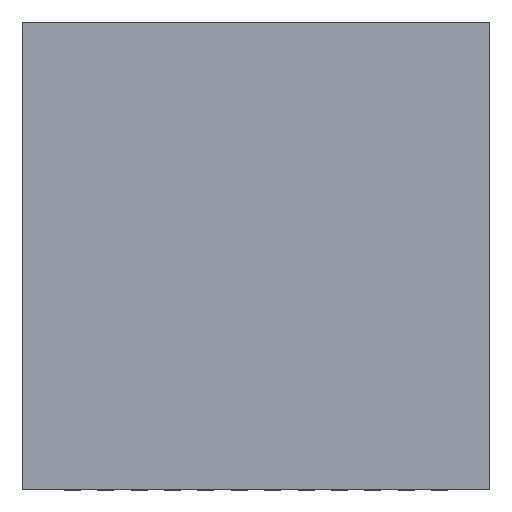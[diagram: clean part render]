
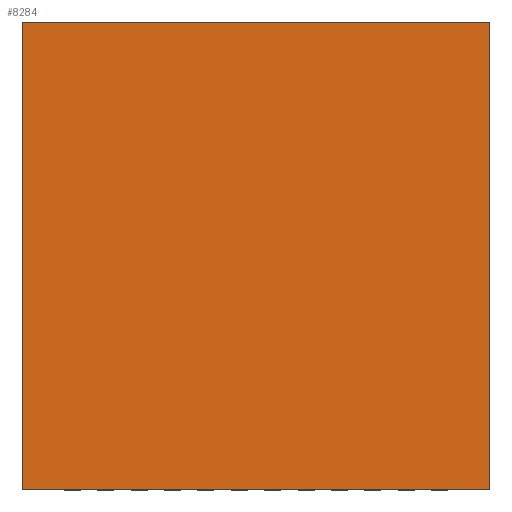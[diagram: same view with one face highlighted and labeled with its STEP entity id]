
A CAD part, top view. The second image highlights one B-rep face of the part: STEP entity #8284.
In plain terms, the highlighted face is planar.
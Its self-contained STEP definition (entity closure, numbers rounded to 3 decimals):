
#3834=DIRECTION('',(0.,0.,1.));
#3835=VECTOR('',#3834,7.);
#3836=CARTESIAN_POINT('',(-3.5,0.975,-3.5));
#3837=LINE('',#3836,#3835);
#3841=DIRECTION('',(-1.,0.,0.));
#3842=VECTOR('',#3841,7.);
#3843=CARTESIAN_POINT('',(3.5,0.975,-3.5));
#3844=LINE('',#3843,#3842);
#3848=DIRECTION('',(0.,0.,-1.));
#3849=VECTOR('',#3848,7.);
#3850=CARTESIAN_POINT('',(3.5,0.975,3.5));
#3851=LINE('',#3850,#3849);
#3855=DIRECTION('',(1.,0.,0.));
#3856=VECTOR('',#3855,7.);
#3857=CARTESIAN_POINT('',(-3.5,0.975,3.5));
#3858=LINE('',#3857,#3856);
#4934=CARTESIAN_POINT('',(-3.5,0.975,-3.5));
#4935=CARTESIAN_POINT('',(-3.5,0.975,3.5));
#4936=VERTEX_POINT('',#4934);
#4937=VERTEX_POINT('',#4935);
#4938=CARTESIAN_POINT('',(3.5,0.975,3.5));
#4939=VERTEX_POINT('',#4938);
#4940=CARTESIAN_POINT('',(3.5,0.975,-3.5));
#4941=VERTEX_POINT('',#4940);
#8273=CARTESIAN_POINT('',(0.,0.975,0.));
#8274=DIRECTION('',(0.,1.,0.));
#8275=DIRECTION('',(1.,0.,0.));
#8276=AXIS2_PLACEMENT_3D('',#8273,#8274,#8275);
#8277=PLANE('',#8276);
#8278=ORIENTED_EDGE('',*,*,#7608,.F.);
#8279=ORIENTED_EDGE('',*,*,#6527,.F.);
#8280=ORIENTED_EDGE('',*,*,#7192,.F.);
#8281=ORIENTED_EDGE('',*,*,#7361,.F.);
#8282=EDGE_LOOP('',(#8278,#8279,#8280,#8281));
#8283=FACE_OUTER_BOUND('',#8282,.F.);
#6527=EDGE_CURVE('',#4941,#4936,#3844,.T.);
#7192=EDGE_CURVE('',#4939,#4941,#3851,.T.);
#7361=EDGE_CURVE('',#4937,#4939,#3858,.T.);
#7608=EDGE_CURVE('',#4936,#4937,#3837,.T.);
#8284=ADVANCED_FACE('',(#8283),#8277,.T.);
